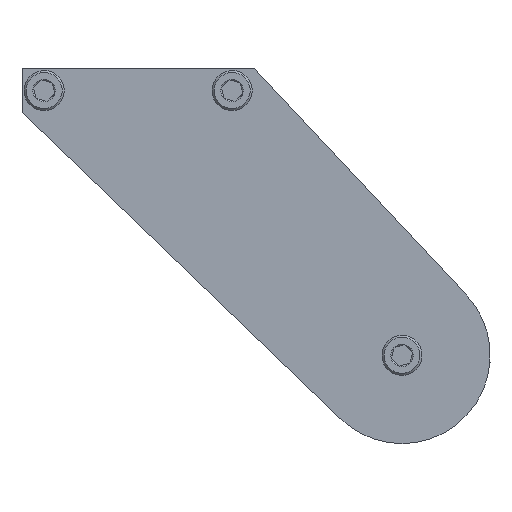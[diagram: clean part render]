
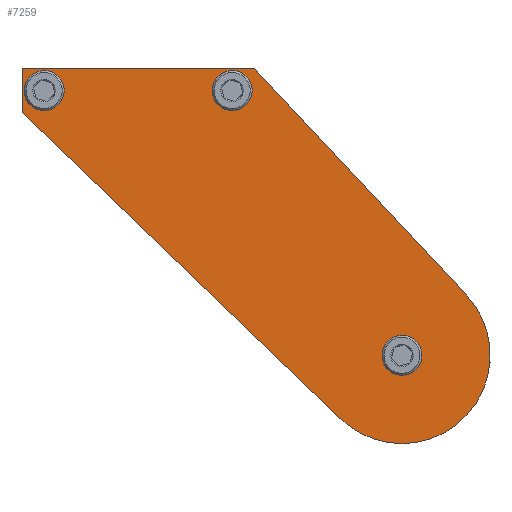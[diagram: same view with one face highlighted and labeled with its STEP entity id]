
A CAD part, front view. The second image highlights one B-rep face of the part: STEP entity #7259.
In plain terms, the highlighted planar face has unit normal (0, -1, 0).
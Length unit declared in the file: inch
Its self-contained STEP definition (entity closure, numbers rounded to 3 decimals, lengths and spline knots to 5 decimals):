
#19 = DIRECTION ( 'NONE',  ( 0., 0., 1. ) ) ;
#33 = DIRECTION ( 'NONE',  ( 0., 1., 0. ) ) ;
#35 = CARTESIAN_POINT ( 'NONE',  ( 0., 0., 0. ) ) ;
#36 = VECTOR ( 'NONE', #1691, 39.37008 ) ;
#49 = CARTESIAN_POINT ( 'NONE',  ( 0., 0., -0.498 ) ) ;
#161 = ORIENTED_EDGE ( 'NONE', *, *, #6076, .T. ) ;
#170 = VERTEX_POINT ( 'NONE', #6522 ) ;
#717 = DIRECTION ( 'NONE',  ( 0., 0., 1. ) ) ;
#741 = DIRECTION ( 'NONE',  ( 0., 1., 0. ) ) ;
#752 = CARTESIAN_POINT ( 'NONE',  ( -0.95846, 0., 1.49386 ) ) ;
#753 = ORIENTED_EDGE ( 'NONE', *, *, #8284, .F. ) ;
#793 = CIRCLE ( 'NONE', #9390, 0.065 ) ;
#875 = DIRECTION ( 'NONE',  ( -0.721, 0., 0.693 ) ) ;
#904 = CARTESIAN_POINT ( 'NONE',  ( -2.14379, 0., 1.36886 ) ) ;
#973 = VERTEX_POINT ( 'NONE', #8842 ) ;
#1084 = FACE_BOUND ( 'NONE', #10753, .T. ) ;
#1169 = AXIS2_PLACEMENT_3D ( 'NONE', #9507, #9499, #9483 ) ;
#1250 = DIRECTION ( 'NONE',  ( 0., 0., 1. ) ) ;
#1325 = CARTESIAN_POINT ( 'NONE',  ( -2.14379, 0., 1.61886 ) ) ;
#1547 = VERTEX_POINT ( 'NONE', #5005 ) ;
#1629 = CARTESIAN_POINT ( 'NONE',  ( -0.83379, 0., 1.61886 ) ) ;
#1642 = ORIENTED_EDGE ( 'NONE', *, *, #11087, .T. ) ;
#1691 = DIRECTION ( 'NONE',  ( 1., 0., 0. ) ) ;
#1874 = AXIS2_PLACEMENT_3D ( 'NONE', #3766, #3735, #3724 ) ;
#1897 = CARTESIAN_POINT ( 'NONE',  ( -0.95846, 0., 1.42886 ) ) ;
#1916 = ORIENTED_EDGE ( 'NONE', *, *, #10583, .F. ) ;
#2044 = CIRCLE ( 'NONE', #1874, 0.065 ) ;
#2320 = DIRECTION ( 'NONE',  ( 0., 0., 1. ) ) ;
#2324 = DIRECTION ( 'NONE',  ( 0., 1., 0. ) ) ;
#2343 = CARTESIAN_POINT ( 'NONE',  ( 0., 0., 0. ) ) ;
#2367 = CIRCLE ( 'NONE', #2559, 0.498 ) ;
#2511 = ORIENTED_EDGE ( 'NONE', *, *, #10975, .T. ) ;
#2545 = CARTESIAN_POINT ( 'NONE',  ( 0., 0., 0.065 ) ) ;
#2559 = AXIS2_PLACEMENT_3D ( 'NONE', #3552, #3492, #8869 ) ;
#2647 = CARTESIAN_POINT ( 'NONE',  ( 0.36349, 0., 0.34041 ) ) ;
#2746 = CARTESIAN_POINT ( 'NONE',  ( -2.01912, 0., 1.42886 ) ) ;
#3223 = CIRCLE ( 'NONE', #1169, 0.065 ) ;
#3377 = ORIENTED_EDGE ( 'NONE', *, *, #10187, .F. ) ;
#3492 = DIRECTION ( 'NONE',  ( 0., 1., 0. ) ) ;
#3497 = ORIENTED_EDGE ( 'NONE', *, *, #10151, .T. ) ;
#3552 = CARTESIAN_POINT ( 'NONE',  ( 0., 0., 0. ) ) ;
#3592 = AXIS2_PLACEMENT_3D ( 'NONE', #35, #33, #19 ) ;
#3621 = EDGE_LOOP ( 'NONE', ( #3377, #6764, #1916, #8096, #6892, #753 ) ) ;
#3724 = DIRECTION ( 'NONE',  ( 0., 0., 1. ) ) ;
#3731 = ORIENTED_EDGE ( 'NONE', *, *, #7963, .T. ) ;
#3735 = DIRECTION ( 'NONE',  ( 0., 1., 0. ) ) ;
#3766 = CARTESIAN_POINT ( 'NONE',  ( -2.01912, 0., 1.49386 ) ) ;
#3783 = VERTEX_POINT ( 'NONE', #2746 ) ;
#4091 = CIRCLE ( 'NONE', #3592, 0.498 ) ;
#4140 = CIRCLE ( 'NONE', #10925, 0.065 ) ;
#4406 = CIRCLE ( 'NONE', #6230, 0.065 ) ;
#5005 = CARTESIAN_POINT ( 'NONE',  ( -0.95846, 0., 1.55886 ) ) ;
#5095 = VERTEX_POINT ( 'NONE', #7292 ) ;
#5098 = CARTESIAN_POINT ( 'NONE',  ( -2.14379, 0., 1.36886 ) ) ;
#5175 = VERTEX_POINT ( 'NONE', #5098 ) ;
#5449 = VERTEX_POINT ( 'NONE', #49 ) ;
#5665 = LINE ( 'NONE', #1629, #36 ) ;
#5773 = VERTEX_POINT ( 'NONE', #6894 ) ;
#5882 = FACE_BOUND ( 'NONE', #6573, .T. ) ;
#5987 = VERTEX_POINT ( 'NONE', #2545 ) ;
#6076 = EDGE_CURVE ( 'NONE', #10514, #1547, #4406, .T. ) ;
#6230 = AXIS2_PLACEMENT_3D ( 'NONE', #752, #741, #717 ) ;
#6522 = CARTESIAN_POINT ( 'NONE',  ( -2.01912, 0., 1.55886 ) ) ;
#6573 = EDGE_LOOP ( 'NONE', ( #161, #1642 ) ) ;
#6764 = ORIENTED_EDGE ( 'NONE', *, *, #10387, .F. ) ;
#6769 = FACE_OUTER_BOUND ( 'NONE', #3621, .T. ) ;
#6882 = DIRECTION ( 'NONE',  ( 0., 0., 1. ) ) ;
#6892 = ORIENTED_EDGE ( 'NONE', *, *, #10721, .F. ) ;
#6894 = CARTESIAN_POINT ( 'NONE',  ( -0.345, 0., -0.35914 ) ) ;
#6899 = DIRECTION ( 'NONE',  ( 0., 1., 0. ) ) ;
#6911 = CARTESIAN_POINT ( 'NONE',  ( -2.01912, 0., 1.49386 ) ) ;
#6989 = DIRECTION ( 'NONE',  ( 0., 0., 1. ) ) ;
#6997 = DIRECTION ( 'NONE',  ( 0., 1., 0. ) ) ;
#7140 = PLANE ( 'NONE',  #10103 ) ;
#7201 = CARTESIAN_POINT ( 'NONE',  ( 0., 0., 0. ) ) ;
#7259 = ADVANCED_FACE ( 'NONE', ( #10848, #6769, #1084, #5882 ), #7140, .F. ) ;
#7265 = EDGE_CURVE ( 'NONE', #3783, #170, #10547, .T. ) ;
#7292 = CARTESIAN_POINT ( 'NONE',  ( -2.14379, 0., 1.61886 ) ) ;
#7963 = EDGE_CURVE ( 'NONE', #11011, #5987, #793, .T. ) ;
#8026 = CARTESIAN_POINT ( 'NONE',  ( 0.36349, 0., 0.34041 ) ) ;
#8096 = ORIENTED_EDGE ( 'NONE', *, *, #10657, .F. ) ;
#8284 = EDGE_CURVE ( 'NONE', #5449, #5773, #4091, .T. ) ;
#8449 = DIRECTION ( 'NONE',  ( 0.684, 0., -0.73 ) ) ;
#8764 = VECTOR ( 'NONE', #875, 39.37008 ) ;
#8842 = CARTESIAN_POINT ( 'NONE',  ( -0.83379, 0., 1.61886 ) ) ;
#8869 = DIRECTION ( 'NONE',  ( 0., 0., 1. ) ) ;
#9206 = VECTOR ( 'NONE', #1250, 39.37008 ) ;
#9291 = VERTEX_POINT ( 'NONE', #8026 ) ;
#9390 = AXIS2_PLACEMENT_3D ( 'NONE', #2343, #2324, #2320 ) ;
#9463 = AXIS2_PLACEMENT_3D ( 'NONE', #6911, #6899, #6882 ) ;
#9483 = DIRECTION ( 'NONE',  ( 0., 0., 1. ) ) ;
#9499 = DIRECTION ( 'NONE',  ( 0., 1., 0. ) ) ;
#9507 = CARTESIAN_POINT ( 'NONE',  ( -0.95846, 0., 1.49386 ) ) ;
#9649 = CARTESIAN_POINT ( 'NONE',  ( 0., 0., -0.065 ) ) ;
#9769 = DIRECTION ( 'NONE',  ( 0., 0., 1. ) ) ;
#9789 = DIRECTION ( 'NONE',  ( 0., 1., 0. ) ) ;
#9801 = CARTESIAN_POINT ( 'NONE',  ( 0., 0., 0. ) ) ;
#10103 = AXIS2_PLACEMENT_3D ( 'NONE', #7201, #6997, #6989 ) ;
#10151 = EDGE_CURVE ( 'NONE', #170, #3783, #2044, .T. ) ;
#10187 = EDGE_CURVE ( 'NONE', #9291, #5449, #2367, .T. ) ;
#10387 = EDGE_CURVE ( 'NONE', #973, #9291, #11226, .T. ) ;
#10514 = VERTEX_POINT ( 'NONE', #1897 ) ;
#10547 = CIRCLE ( 'NONE', #9463, 0.065 ) ;
#10583 = EDGE_CURVE ( 'NONE', #5095, #973, #5665, .T. ) ;
#10603 = ORIENTED_EDGE ( 'NONE', *, *, #7265, .T. ) ;
#10657 = EDGE_CURVE ( 'NONE', #5175, #5095, #11657, .T. ) ;
#10721 = EDGE_CURVE ( 'NONE', #5773, #5175, #11361, .T. ) ;
#10753 = EDGE_LOOP ( 'NONE', ( #3731, #2511 ) ) ;
#10848 = FACE_BOUND ( 'NONE', #12075, .T. ) ;
#10925 = AXIS2_PLACEMENT_3D ( 'NONE', #9801, #9789, #9769 ) ;
#10975 = EDGE_CURVE ( 'NONE', #5987, #11011, #4140, .T. ) ;
#11011 = VERTEX_POINT ( 'NONE', #9649 ) ;
#11087 = EDGE_CURVE ( 'NONE', #1547, #10514, #3223, .T. ) ;
#11226 = LINE ( 'NONE', #2647, #11513 ) ;
#11361 = LINE ( 'NONE', #904, #8764 ) ;
#11513 = VECTOR ( 'NONE', #8449, 39.37008 ) ;
#11657 = LINE ( 'NONE', #1325, #9206 ) ;
#12075 = EDGE_LOOP ( 'NONE', ( #10603, #3497 ) ) ;
